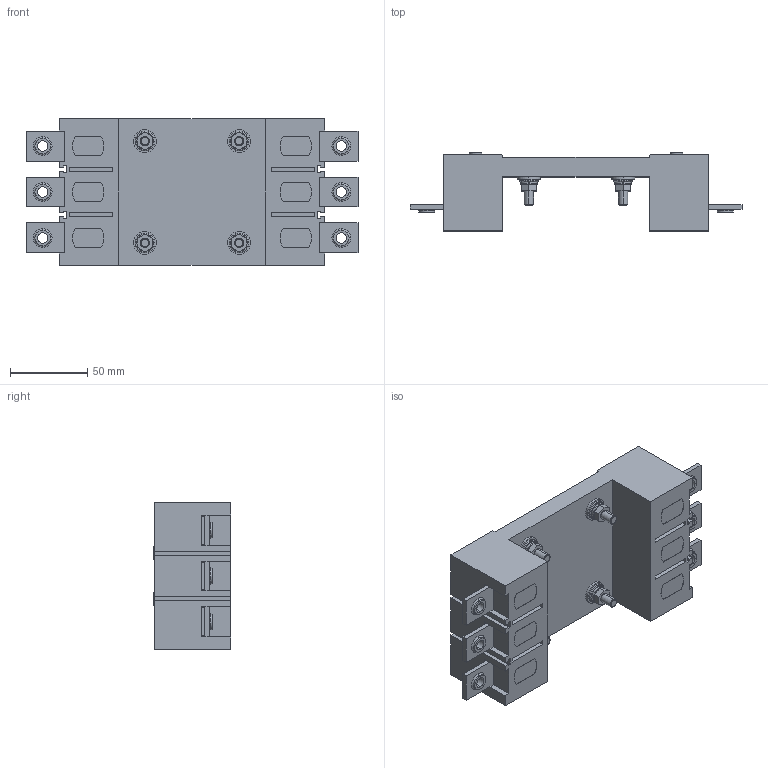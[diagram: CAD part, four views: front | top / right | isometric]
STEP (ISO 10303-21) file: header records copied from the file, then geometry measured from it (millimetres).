
FILE_DESCRIPTION (( 'STEP AP203' ), '1' );
FILE_NAME ('mccb99m-100-pin-3r.ÃÌ Ïàíåëü âòû÷íàÿ äëÿ ÂÀ-99Ì 100 çàäíåãî ïðèñîåäèíåíèÿ EKF.STEP', '2024-12-04T09:28:52', ( '' ), ( '' ), 'SwSTEP 2.0', 'SolidWorks 2021', '' );
FILE_SCHEMA (( 'CONFIG_CONTROL_DESIGN' ));
Length unit declared in the file: millimetre
Products named in the file (1): mccb99m-100-pin-3r.ÃÌ Ïàíåëü âòû÷íàÿ äëÿ ÂÀ-99Ì 100 çàäíåãî ïðèñîåäèíåíèÿ EKF
Bounding box: 215 x 50.5 x 95 mm (x, y, z)
Volume: 303783.9 mm3; surface area: 111315 mm2
Topology: 1 solids, 1 shells, 638 faces, 1586 edges, 1032 vertices
Faces by surface type: plane 416, cylinder 188, torus 26, cone 8
Entity records: 18953 total; most frequent: CARTESIAN_POINT 3369, DIRECTION 3218, ORIENTED_EDGE 3172, EDGE_CURVE 1586, LINE 1168, VECTOR 1168, VERTEX_POINT 1032, AXIS2_PLACEMENT_3D 1025
